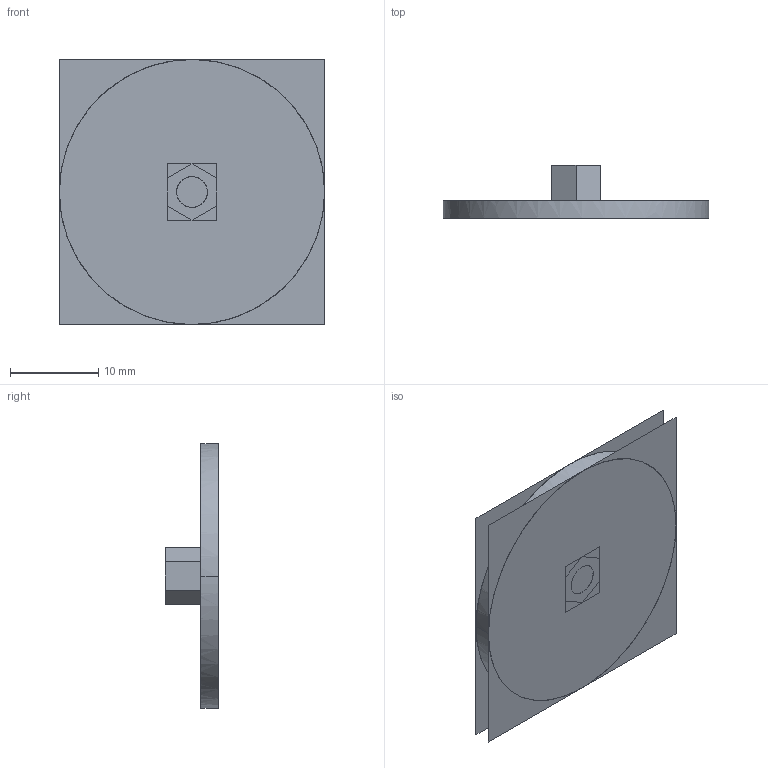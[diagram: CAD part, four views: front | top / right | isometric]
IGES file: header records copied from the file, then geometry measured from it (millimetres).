
Start section:  PTC IGES file: h7tls-adj_hex_nut_m3-0318.igs
Global section: file name: h7tls-adj_hex_nut_m3-0318.igs; native system: Creo Parametric by PTC Inc.; preprocessor: 2022162; author: MACGYVER.KU; organization: Unknown; date: 20240318.132351; units: millimetre
Bounding box: 30 x 6 x 30 mm (x, y, z)
Surface area: 8724.8 mm2 (no closed solid volume)
Topology: 0 solids, 0 shells, 52 faces, 429 edges, 634 vertices
Faces by surface type: bspline 52
